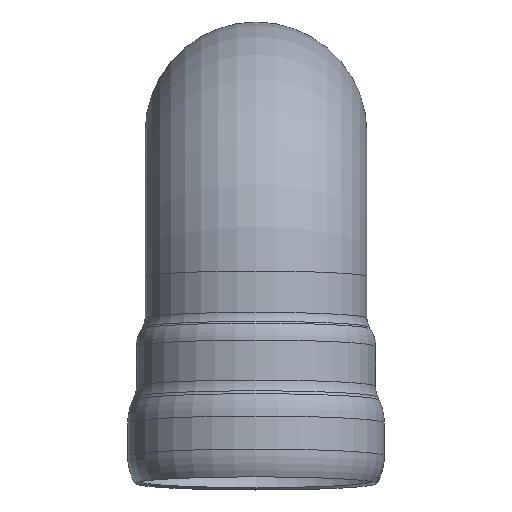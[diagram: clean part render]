
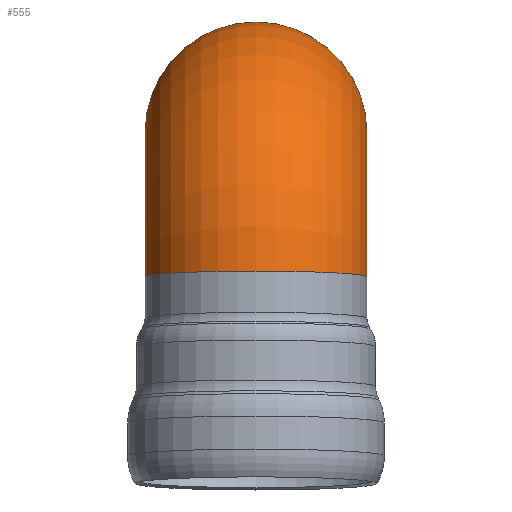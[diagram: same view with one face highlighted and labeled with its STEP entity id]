
A CAD part, top view. The second image highlights one B-rep face of the part: STEP entity #555.
In plain terms, the highlighted toroidal (fillet/blend) face has major radius 700 mm and minor radius 510 mm.
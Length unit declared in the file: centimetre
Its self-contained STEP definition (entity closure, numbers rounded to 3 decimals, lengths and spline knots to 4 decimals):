
#19=TOROIDAL_SURFACE('',#605,70.,51.);
#62=FACE_OUTER_BOUND('',#97,.T.);
#97=EDGE_LOOP('',(#401,#402,#403,#404));
#173=CIRCLE('',#606,51.);
#174=CIRCLE('',#607,19.);
#175=CIRCLE('',#608,51.);
#239=VERTEX_POINT('',#952);
#240=VERTEX_POINT('',#954);
#301=EDGE_CURVE('',#239,#239,#173,.T.);
#302=EDGE_CURVE('',#239,#240,#174,.T.);
#303=EDGE_CURVE('',#240,#240,#175,.T.);
#401=ORIENTED_EDGE('',*,*,#301,.F.);
#402=ORIENTED_EDGE('',*,*,#302,.T.);
#403=ORIENTED_EDGE('',*,*,#303,.T.);
#404=ORIENTED_EDGE('',*,*,#302,.F.);
#555=ADVANCED_FACE('',(#62),#19,.T.);
#605=AXIS2_PLACEMENT_3D('',#951,#736,#737);
#606=AXIS2_PLACEMENT_3D('',#953,#738,#739);
#607=AXIS2_PLACEMENT_3D('',#955,#740,#741);
#608=AXIS2_PLACEMENT_3D('',#956,#742,#743);
#736=DIRECTION('center_axis',(1.,0.,0.));
#737=DIRECTION('ref_axis',(0.,1.,0.));
#738=DIRECTION('center_axis',(0.,-0.999,
0.052));
#739=DIRECTION('ref_axis',(0.,0.052,0.999));
#740=DIRECTION('center_axis',(-1.,0.,0.));
#741=DIRECTION('ref_axis',(0.,1.,0.));
#742=DIRECTION('center_axis',(0.,0.,
1.));
#743=DIRECTION('ref_axis',(0.,1.,0.));
#951=CARTESIAN_POINT('Origin',(-220.6202,491.2802,40.2013));
#952=CARTESIAN_POINT('',(-220.6202,492.2746,59.1752));
#953=CARTESIAN_POINT('Origin',(-220.6202,494.9437,110.1053));
#954=CARTESIAN_POINT('',(-220.6202,510.2802,40.2013));
#955=CARTESIAN_POINT('Origin',(-220.6202,491.2802,40.2013));
#956=CARTESIAN_POINT('Origin',(-220.6202,561.2802,40.2013));
